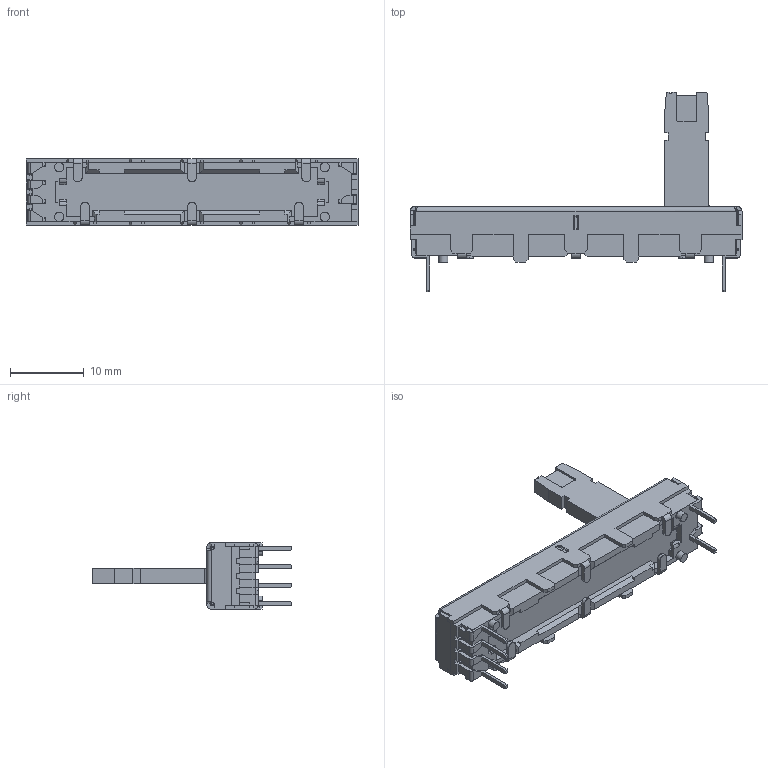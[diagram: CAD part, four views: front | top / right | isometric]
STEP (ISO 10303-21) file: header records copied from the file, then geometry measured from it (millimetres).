
FILE_DESCRIPTION(('CAx-IF Rec.Pracs.---Model Styling and Organization---1.5---2016-08-15','CAx-IF Rec.Pracs.---Geometric and Assembly Validation Properties---4.4---2016-08-17','CAx-IF Rec.Pracs.---User Defined Attributes---1.5---2016-08-15','CAx-IF Rec.Pracs.---External References---2.1---2005-01-19'),'2;1');
FILE_NAME('1461434.step','2024-08-12T19:38:20',('Unspecified'),('Unspecified'),'CAD Exchanger 3.10.2 (cadexchanger.com)','Unspecified','');
FILE_SCHEMA(('AUTOMOTIVE_DESIGN { 1 0 10303 214 1 1 1 1 }'));
Length unit declared in the file: millimetre
Products named in the file (1): PTL30-15W1-103B1
Bounding box: 45 x 27 x 9 mm (x, y, z)
Volume: 2503.7 mm3; surface area: 3550.2 mm2
Topology: 10 solids, 10 shells, 616 faces, 1699 edges, 1099 vertices
Faces by surface type: plane 407, cylinder 173, bspline 30, cone 6
Entity records: 27010 total; most frequent: CARTESIAN_POINT 6649, ORIENTED_EDGE 3374, DIRECTION 2987, EDGE_CURVE 1687, LINE 1265, VECTOR 1265, VERTEX_POINT 1099, AXIS2_PLACEMENT_3D 861
